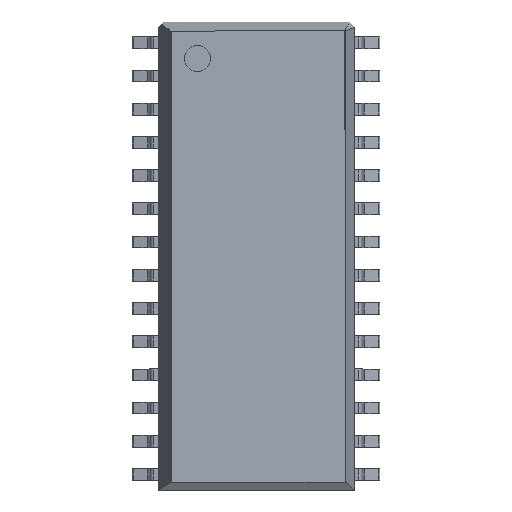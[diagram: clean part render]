
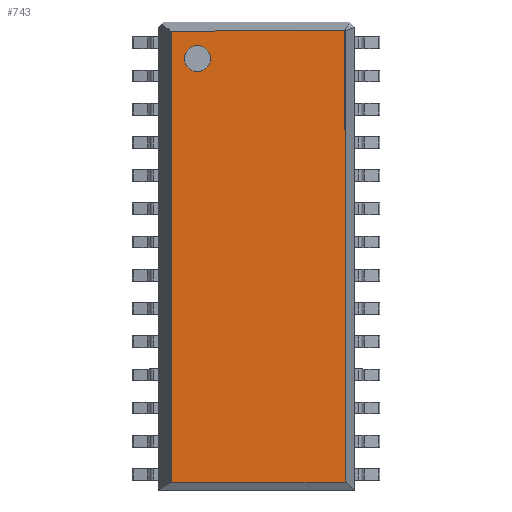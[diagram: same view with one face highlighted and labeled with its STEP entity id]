
A CAD part, top view. The second image highlights one B-rep face of the part: STEP entity #743.
In plain terms, the highlighted planar face has unit normal (0, 0, 1).
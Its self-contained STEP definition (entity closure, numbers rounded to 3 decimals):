
#130=FACE_BOUND('',#220,.T.);
#152=CIRCLE('',#821,0.5);
#182=FACE_OUTER_BOUND('',#219,.T.);
#219=EDGE_LOOP('',(#625,#626,#627,#628,#629));
#220=EDGE_LOOP('',(#630));
#277=LINE('',#1222,#349);
#279=LINE('',#1226,#351);
#283=LINE('',#1234,#355);
#284=LINE('',#1236,#356);
#285=LINE('',#1237,#357);
#349=VECTOR('',#979,10.);
#351=VECTOR('',#983,10.);
#355=VECTOR('',#989,10.);
#356=VECTOR('',#990,10.);
#357=VECTOR('',#991,10.);
#416=VERTEX_POINT('',#1219);
#417=VERTEX_POINT('',#1221);
#418=VERTEX_POINT('',#1225);
#421=VERTEX_POINT('',#1233);
#422=VERTEX_POINT('',#1235);
#423=VERTEX_POINT('',#1238);
#487=EDGE_CURVE('',#416,#417,#277,.T.);
#489=EDGE_CURVE('',#417,#418,#279,.T.);
#493=EDGE_CURVE('',#421,#416,#283,.T.);
#494=EDGE_CURVE('',#422,#421,#284,.T.);
#495=EDGE_CURVE('',#418,#422,#285,.T.);
#496=EDGE_CURVE('',#423,#423,#152,.T.);
#625=ORIENTED_EDGE('',*,*,#487,.F.);
#626=ORIENTED_EDGE('',*,*,#493,.F.);
#627=ORIENTED_EDGE('',*,*,#494,.F.);
#628=ORIENTED_EDGE('',*,*,#495,.F.);
#629=ORIENTED_EDGE('',*,*,#489,.F.);
#630=ORIENTED_EDGE('',*,*,#496,.T.);
#707=PLANE('',#820);
#743=ADVANCED_FACE('',(#182,#130),#707,.T.);
#820=AXIS2_PLACEMENT_3D('',#1232,#987,#988);
#821=AXIS2_PLACEMENT_3D('',#1239,#992,#993);
#979=DIRECTION('',(-1.,0.,0.));
#983=DIRECTION('',(0.,1.,0.));
#987=DIRECTION('center_axis',(0.,0.,1.));
#988=DIRECTION('ref_axis',(1.,0.,0.));
#989=DIRECTION('',(0.,-1.,0.));
#990=DIRECTION('',(0.707,-0.707,0.));
#991=DIRECTION('',(1.,0.,0.));
#992=DIRECTION('center_axis',(0.,0.,-1.));
#993=DIRECTION('ref_axis',(-1.,0.,0.));
#1219=CARTESIAN_POINT('',(7.15,-2.2,2.4));
#1221=CARTESIAN_POINT('',(0.5,-2.2,2.4));
#1222=CARTESIAN_POINT('',(1.875,-2.2,2.4));
#1225=CARTESIAN_POINT('',(0.5,15.05,2.4));
#1226=CARTESIAN_POINT('',(0.5,10.425,2.4));
#1232=CARTESIAN_POINT('Origin',(3.75,5.45,2.4));
#1233=CARTESIAN_POINT('',(7.15,15.055,2.4));
#1234=CARTESIAN_POINT('',(7.15,0.475,2.4));
#1235=CARTESIAN_POINT('',(7.14,15.065,2.4));
#1236=CARTESIAN_POINT('',(8.703,13.503,2.4));
#1237=CARTESIAN_POINT('',(5.625,15.05,2.4));
#1238=CARTESIAN_POINT('',(2.,14.,2.4));
#1239=CARTESIAN_POINT('Origin',(1.5,14.,2.4));
